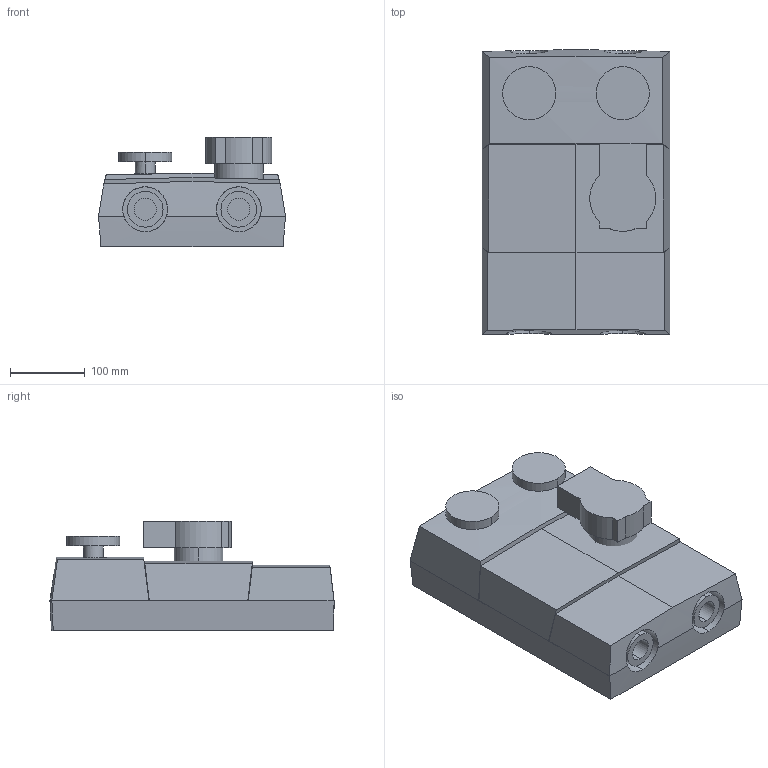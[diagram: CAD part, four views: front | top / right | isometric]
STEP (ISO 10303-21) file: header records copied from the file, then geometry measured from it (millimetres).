
FILE_DESCRIPTION (( 'STEP AP214' ), '1' );
FILE_NAME ('61001100 GDA DN25 W.STEP', '2021-12-27T13:07:03', ( '' ), ( '' ), 'SwSTEP 2.0', 'SolidWorks 2021', '' );
FILE_SCHEMA (( 'AUTOMOTIVE_DESIGN' ));
Length unit declared in the file: millimetre
Products named in the file (1): 61001100 GDA DN25 W
Bounding box: 250 x 379.43 x 145.6 mm (x, y, z)
Volume: 8655615.6 mm3; surface area: 465229.1 mm2
Topology: 3 solids, 3 shells, 148 faces, 359 edges, 236 vertices
Faces by surface type: cylinder 83, plane 63, torus 2
Entity records: 5328 total; most frequent: CARTESIAN_POINT 1524, DIRECTION 734, ORIENTED_EDGE 718, EDGE_CURVE 359, AXIS2_PLACEMENT_3D 272, VERTEX_POINT 236, VECTOR 190, LINE 190
